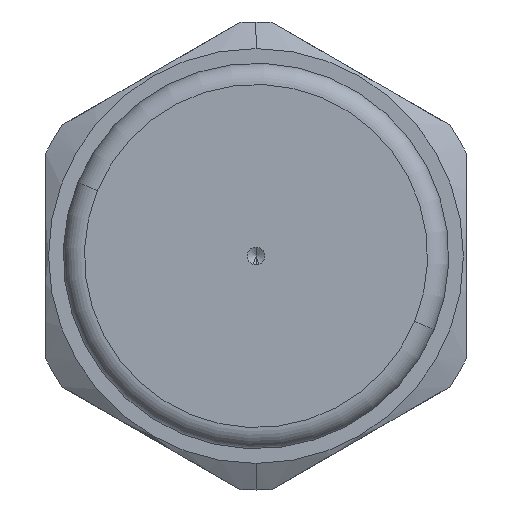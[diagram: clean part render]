
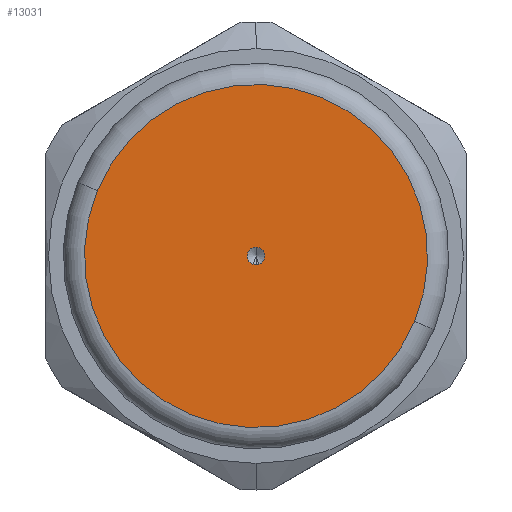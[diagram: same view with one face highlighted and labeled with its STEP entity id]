
A CAD part, left-side view. The second image highlights one B-rep face of the part: STEP entity #13031.
In plain terms, the highlighted planar face has unit normal (-1, 0, 0).
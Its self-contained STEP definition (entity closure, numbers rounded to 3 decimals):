
#377 = CARTESIAN_POINT ( 'NONE',  ( -23., 0.555, 0.229 ) ) ;
#475 = CIRCLE ( 'NONE', #10302, 11.658 ) ;
#790 = DIRECTION ( 'NONE',  ( -1., 0., 0. ) ) ;
#1429 = VERTEX_POINT ( 'NONE', #11420 ) ;
#1952 = FACE_BOUND ( 'NONE', #7635, .T. ) ;
#2813 = CARTESIAN_POINT ( 'NONE',  ( -23., -10.775, -4.452 ) ) ;
#3149 = CARTESIAN_POINT ( 'NONE',  ( -23., 0., 0. ) ) ;
#3756 = CARTESIAN_POINT ( 'NONE',  ( -23., 0., 0. ) ) ;
#3971 = EDGE_LOOP ( 'NONE', ( #9903, #15607 ) ) ;
#4512 = DIRECTION ( 'NONE',  ( 1., 0., 0. ) ) ;
#4918 = CARTESIAN_POINT ( 'NONE',  ( -23., -0.555, -0.229 ) ) ;
#5784 = DIRECTION ( 'NONE',  ( 0., -0.924, -0.382 ) ) ;
#6242 = DIRECTION ( 'NONE',  ( 0., 0.924, 0.382 ) ) ;
#7082 = DIRECTION ( 'NONE',  ( 1., 0., 0. ) ) ;
#7635 = EDGE_LOOP ( 'NONE', ( #12360, #17475 ) ) ;
#8561 = EDGE_CURVE ( 'NONE', #9801, #10852, #10745, .T. ) ;
#9091 = CARTESIAN_POINT ( 'NONE',  ( -23., -0.555, -0.229 ) ) ;
#9151 = EDGE_CURVE ( 'NONE', #1429, #17271, #475, .T. ) ;
#9300 = DIRECTION ( 'NONE',  ( 1., 0., 0. ) ) ;
#9745 = EDGE_CURVE ( 'NONE', #17271, #1429, #14254, .T. ) ;
#9801 = VERTEX_POINT ( 'NONE', #377 ) ;
#9903 = ORIENTED_EDGE ( 'NONE', *, *, #9745, .F. ) ;
#10192 = PLANE ( 'NONE',  #17967 ) ;
#10302 = AXIS2_PLACEMENT_3D ( 'NONE', #3756, #9300, #17618 ) ;
#10745 = CIRCLE ( 'NONE', #17767, 0.6 ) ;
#10852 = VERTEX_POINT ( 'NONE', #4918 ) ;
#11420 = CARTESIAN_POINT ( 'NONE',  ( -23., 10.775, 4.452 ) ) ;
#11588 = AXIS2_PLACEMENT_3D ( 'NONE', #3149, #12941, #14349 ) ;
#12360 = ORIENTED_EDGE ( 'NONE', *, *, #17873, .T. ) ;
#12663 = FACE_OUTER_BOUND ( 'NONE', #3971, .T. ) ;
#12743 = DIRECTION ( 'NONE',  ( 0., -0.924, -0.382 ) ) ;
#12918 = CARTESIAN_POINT ( 'NONE',  ( -23., 0., 0. ) ) ;
#12941 = DIRECTION ( 'NONE',  ( 1., 0., 0. ) ) ;
#13031 = ADVANCED_FACE ( 'NONE', ( #1952, #12663 ), #10192, .T. ) ;
#14254 = CIRCLE ( 'NONE', #11588, 11.658 ) ;
#14349 = DIRECTION ( 'NONE',  ( 0., -0.924, -0.382 ) ) ;
#15607 = ORIENTED_EDGE ( 'NONE', *, *, #9151, .F. ) ;
#16150 = CIRCLE ( 'NONE', #17510, 0.6 ) ;
#17061 = CARTESIAN_POINT ( 'NONE',  ( -23., 0., 0. ) ) ;
#17271 = VERTEX_POINT ( 'NONE', #2813 ) ;
#17475 = ORIENTED_EDGE ( 'NONE', *, *, #8561, .T. ) ;
#17510 = AXIS2_PLACEMENT_3D ( 'NONE', #12918, #7082, #12743 ) ;
#17618 = DIRECTION ( 'NONE',  ( 0., -0.924, -0.382 ) ) ;
#17767 = AXIS2_PLACEMENT_3D ( 'NONE', #17061, #4512, #5784 ) ;
#17873 = EDGE_CURVE ( 'NONE', #10852, #9801, #16150, .T. ) ;
#17967 = AXIS2_PLACEMENT_3D ( 'NONE', #9091, #790, #6242 ) ;
